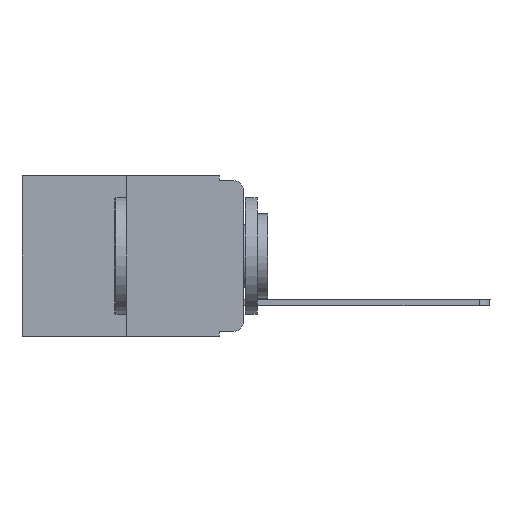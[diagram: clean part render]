
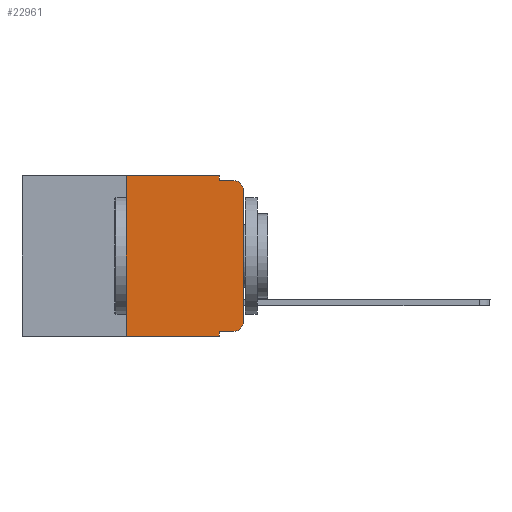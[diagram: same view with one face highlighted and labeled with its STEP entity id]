
A CAD part, left-side view. The second image highlights one B-rep face of the part: STEP entity #22961.
In plain terms, the highlighted planar face has unit normal (-1, 0, 0).
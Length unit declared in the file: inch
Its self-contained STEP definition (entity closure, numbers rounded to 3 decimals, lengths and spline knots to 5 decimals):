
#413 = EDGE_CURVE ( 'NONE', #22298, #4215, #13964, .T. ) ;
#657 = CARTESIAN_POINT ( 'NONE',  ( 0., 0.051, 0. ) ) ;
#833 = VERTEX_POINT ( 'NONE', #5035 ) ;
#931 = VECTOR ( 'NONE', #21581, 39.37008 ) ;
#1542 = DIRECTION ( 'NONE',  ( 0., 0., 1. ) ) ;
#1728 = ORIENTED_EDGE ( 'NONE', *, *, #14156, .F. ) ;
#2324 = DIRECTION ( 'NONE',  ( 0., 0., 1. ) ) ;
#2440 = EDGE_CURVE ( 'NONE', #12034, #6693, #2710, .T. ) ;
#2518 = ORIENTED_EDGE ( 'NONE', *, *, #22529, .F. ) ;
#2577 = LINE ( 'NONE', #17017, #14194 ) ;
#2710 = LINE ( 'NONE', #657, #23206 ) ;
#2852 = DIRECTION ( 'NONE',  ( 0., 0., -1. ) ) ;
#2971 = CARTESIAN_POINT ( 'NONE',  ( 0., 0.473, -0.343 ) ) ;
#3211 = CARTESIAN_POINT ( 'NONE',  ( 0., 0.473, 0. ) ) ;
#3624 = DIRECTION ( 'NONE',  ( 0., 0., -1. ) ) ;
#3664 = CARTESIAN_POINT ( 'NONE',  ( 0., 0.02, -0.333 ) ) ;
#3869 = CARTESIAN_POINT ( 'NONE',  ( 0., 0.25, 0. ) ) ;
#4215 = VERTEX_POINT ( 'NONE', #3869 ) ;
#4368 = CARTESIAN_POINT ( 'NONE',  ( 0., 0., 0. ) ) ;
#4709 = VECTOR ( 'NONE', #12669, 39.37008 ) ;
#4912 = DIRECTION ( 'NONE',  ( 0., -1., 0. ) ) ;
#5035 = CARTESIAN_POINT ( 'NONE',  ( 0., 0.02, -0.01 ) ) ;
#5147 = LINE ( 'NONE', #3211, #16282 ) ;
#5278 = VERTEX_POINT ( 'NONE', #8834 ) ;
#5404 = EDGE_CURVE ( 'NONE', #6827, #5278, #22400, .T. ) ;
#5696 = ORIENTED_EDGE ( 'NONE', *, *, #20145, .T. ) ;
#6014 = ORIENTED_EDGE ( 'NONE', *, *, #12049, .T. ) ;
#6693 = VERTEX_POINT ( 'NONE', #14731 ) ;
#6717 = VECTOR ( 'NONE', #1542, 39.37008 ) ;
#6743 = ORIENTED_EDGE ( 'NONE', *, *, #413, .F. ) ;
#6827 = VERTEX_POINT ( 'NONE', #3664 ) ;
#6901 = CARTESIAN_POINT ( 'NONE',  ( 0., 0.051, -0.01 ) ) ;
#7200 = EDGE_LOOP ( 'NONE', ( #6014, #21240, #2518, #1728, #8407, #6743, #10899, #12969, #5696, #22695 ) ) ;
#8407 = ORIENTED_EDGE ( 'NONE', *, *, #9117, .F. ) ;
#8834 = CARTESIAN_POINT ( 'NONE',  ( 0., 0., -0.313 ) ) ;
#9046 = EDGE_CURVE ( 'NONE', #10989, #833, #18201, .T. ) ;
#9117 = EDGE_CURVE ( 'NONE', #4215, #13233, #5147, .T. ) ;
#9320 = AXIS2_PLACEMENT_3D ( 'NONE', #12579, #14618, #18463 ) ;
#9976 = CARTESIAN_POINT ( 'NONE',  ( 0., 0.051, 0. ) ) ;
#10468 = CARTESIAN_POINT ( 'NONE',  ( 0., 0.051, -0.01 ) ) ;
#10899 = ORIENTED_EDGE ( 'NONE', *, *, #15110, .T. ) ;
#10989 = VERTEX_POINT ( 'NONE', #20270 ) ;
#12034 = VERTEX_POINT ( 'NONE', #18811 ) ;
#12049 = EDGE_CURVE ( 'NONE', #5278, #10989, #20383, .T. ) ;
#12051 = AXIS2_PLACEMENT_3D ( 'NONE', #15613, #15734, #2852 ) ;
#12546 = CARTESIAN_POINT ( 'NONE',  ( 0., 0.051, -0.333 ) ) ;
#12579 = CARTESIAN_POINT ( 'NONE',  ( 0., 0.02, -0.313 ) ) ;
#12669 = DIRECTION ( 'NONE',  ( 0., -1., 0. ) ) ;
#12969 = ORIENTED_EDGE ( 'NONE', *, *, #2440, .F. ) ;
#13233 = VERTEX_POINT ( 'NONE', #9976 ) ;
#13964 = LINE ( 'NONE', #17336, #6717 ) ;
#14156 = EDGE_CURVE ( 'NONE', #13233, #22061, #2577, .T. ) ;
#14194 = VECTOR ( 'NONE', #22567, 39.37008 ) ;
#14618 = DIRECTION ( 'NONE',  ( -1., 0., 0. ) ) ;
#14731 = CARTESIAN_POINT ( 'NONE',  ( 0., 0.051, -0.343 ) ) ;
#15110 = EDGE_CURVE ( 'NONE', #22298, #6693, #15837, .T. ) ;
#15613 = CARTESIAN_POINT ( 'NONE',  ( 0., 0.02, -0.03 ) ) ;
#15734 = DIRECTION ( 'NONE',  ( -1., 0., 0. ) ) ;
#15837 = LINE ( 'NONE', #2971, #23006 ) ;
#16107 = CARTESIAN_POINT ( 'NONE',  ( 0., 0.25, -0.343 ) ) ;
#16249 = FACE_OUTER_BOUND ( 'NONE', #7200, .T. ) ;
#16282 = VECTOR ( 'NONE', #4912, 39.37008 ) ;
#16290 = AXIS2_PLACEMENT_3D ( 'NONE', #20353, #16374, #3624 ) ;
#16374 = DIRECTION ( 'NONE',  ( 1., 0., 0. ) ) ;
#16605 = PLANE ( 'NONE',  #16290 ) ;
#17017 = CARTESIAN_POINT ( 'NONE',  ( 0., 0.051, 0. ) ) ;
#17336 = CARTESIAN_POINT ( 'NONE',  ( 0., 0.25, 0. ) ) ;
#17886 = DIRECTION ( 'NONE',  ( 0., -1., 0. ) ) ;
#18201 = CIRCLE ( 'NONE', #12051, 0.02 ) ;
#18463 = DIRECTION ( 'NONE',  ( 0., 0., -1. ) ) ;
#18811 = CARTESIAN_POINT ( 'NONE',  ( 0., 0.051, -0.333 ) ) ;
#19852 = VECTOR ( 'NONE', #2324, 39.37008 ) ;
#20145 = EDGE_CURVE ( 'NONE', #12034, #6827, #21440, .T. ) ;
#20270 = CARTESIAN_POINT ( 'NONE',  ( 0., 0., -0.03 ) ) ;
#20353 = CARTESIAN_POINT ( 'NONE',  ( 0., 0.473, 0. ) ) ;
#20383 = LINE ( 'NONE', #4368, #19852 ) ;
#21114 = DIRECTION ( 'NONE',  ( 0., 0., -1. ) ) ;
#21240 = ORIENTED_EDGE ( 'NONE', *, *, #9046, .T. ) ;
#21440 = LINE ( 'NONE', #12546, #4709 ) ;
#21581 = DIRECTION ( 'NONE',  ( 0., -1., 0. ) ) ;
#22061 = VERTEX_POINT ( 'NONE', #10468 ) ;
#22298 = VERTEX_POINT ( 'NONE', #16107 ) ;
#22400 = CIRCLE ( 'NONE', #9320, 0.02 ) ;
#22529 = EDGE_CURVE ( 'NONE', #22061, #833, #23414, .T. ) ;
#22567 = DIRECTION ( 'NONE',  ( 0., 0., -1. ) ) ;
#22695 = ORIENTED_EDGE ( 'NONE', *, *, #5404, .T. ) ;
#22961 = ADVANCED_FACE ( 'NONE', ( #16249 ), #16605, .F. ) ;
#23006 = VECTOR ( 'NONE', #17886, 39.37008 ) ;
#23206 = VECTOR ( 'NONE', #21114, 39.37008 ) ;
#23414 = LINE ( 'NONE', #6901, #931 ) ;
